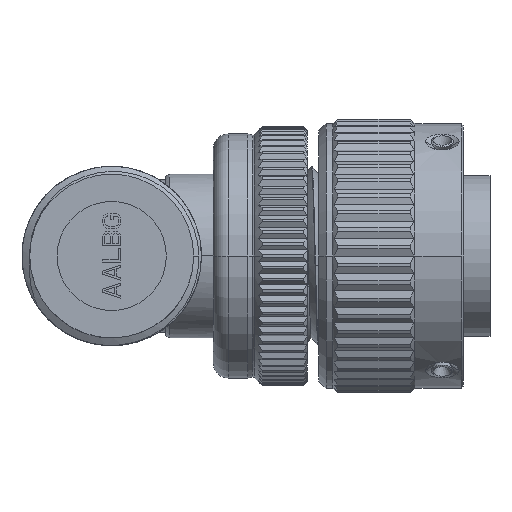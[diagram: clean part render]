
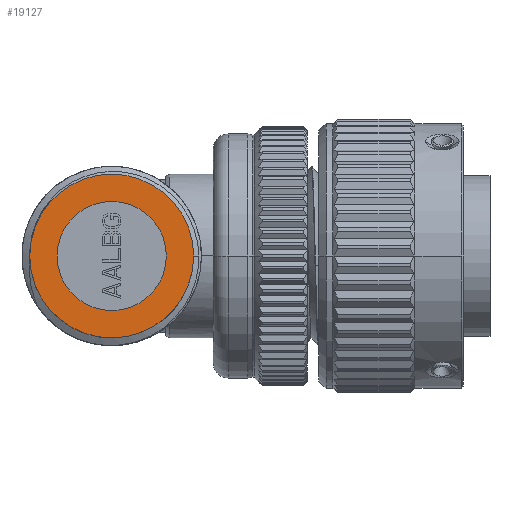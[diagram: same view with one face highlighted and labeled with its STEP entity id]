
A CAD part, front view. The second image highlights one B-rep face of the part: STEP entity #19127.
In plain terms, the highlighted planar face has unit normal (0, -1, 0).
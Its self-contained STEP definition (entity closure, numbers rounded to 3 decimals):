
#53=CARTESIAN_POINT('',(0.,-23.01,0.));
#54=DIRECTION('',(0.,1.,0.));
#55=DIRECTION('',(-1.,0.,0.));
#56=AXIS2_PLACEMENT_3D('',#53,#54,#55);
#58=CARTESIAN_POINT('',(0.,-23.01,0.));
#59=DIRECTION('',(0.,1.,0.));
#60=DIRECTION('',(1.,0.,0.));
#61=AXIS2_PLACEMENT_3D('',#58,#59,#60);
#63=CARTESIAN_POINT('',(0.,-23.01,0.));
#64=DIRECTION('',(0.,1.,0.));
#65=DIRECTION('',(-1.,0.,0.));
#66=AXIS2_PLACEMENT_3D('',#63,#64,#65);
#72=CARTESIAN_POINT('',(0.,-23.01,0.));
#73=DIRECTION('',(0.,1.,0.));
#74=DIRECTION('',(1.,0.,0.));
#75=AXIS2_PLACEMENT_3D('',#72,#73,#74);
#16383=CARTESIAN_POINT('',(8.635,-23.01,0.));
#16385=VERTEX_POINT('',#16383);
#16386=CARTESIAN_POINT('',(-8.635,-23.01,0.));
#16388=VERTEX_POINT('',#16386);
#16420=CARTESIAN_POINT('',(-5.755,-23.01,0.));
#16421=CARTESIAN_POINT('',(5.755,-23.01,0.));
#16422=VERTEX_POINT('',#16420);
#16423=VERTEX_POINT('',#16421);
#19110=CARTESIAN_POINT('',(0.,-23.01,0.));
#19111=DIRECTION('',(0.,-1.,0.));
#19112=DIRECTION('',(-1.,0.,0.));
#19113=AXIS2_PLACEMENT_3D('',#19110,#19111,#19112);
#19114=PLANE('245',#19113);
#19116=ORIENTED_EDGE('1081',*,*,#19115,.T.);
#19118=ORIENTED_EDGE('1084',*,*,#19117,.T.);
#19119=EDGE_LOOP('245',(#19116,#19118));
#19120=FACE_OUTER_BOUND('245',#19119,.F.);
#19122=ORIENTED_EDGE('1109',*,*,#19121,.F.);
#19124=ORIENTED_EDGE('1110',*,*,#19123,.F.);
#19125=EDGE_LOOP('245',(#19122,#19124));
#19126=FACE_BOUND('245',#19125,.F.);
#57=CIRCLE('1109',#56,5.755);
#62=CIRCLE('1110',#61,5.755);
#67=CIRCLE('1081',#66,8.635);
#76=CIRCLE('1084',#75,8.635);
#19115=EDGE_CURVE('1081',#16388,#16385,#67,.T.);
#19117=EDGE_CURVE('1084',#16385,#16388,#76,.T.);
#19121=EDGE_CURVE('1109',#16422,#16423,#57,.T.);
#19123=EDGE_CURVE('1110',#16423,#16422,#62,.T.);
#19127=ADVANCED_FACE('245',(#19120,#19126),#19114,.T.);
